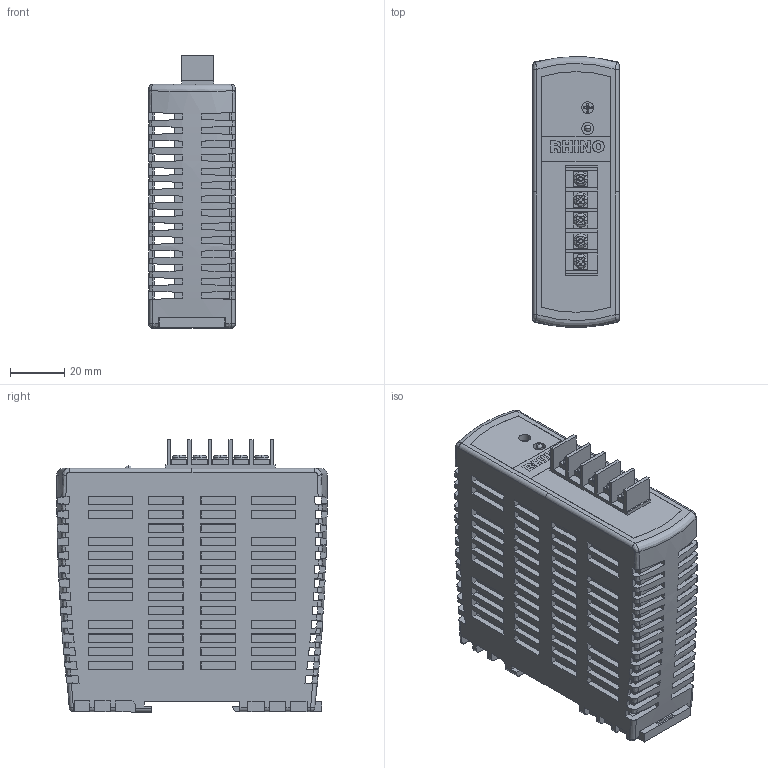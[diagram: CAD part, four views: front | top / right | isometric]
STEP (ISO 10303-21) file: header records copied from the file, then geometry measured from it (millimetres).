
FILE_DESCRIPTION (( 'STEP AP203' ), '1' );
FILE_NAME ('PSB12-030-P.STEP', '2011-10-11T14:04:33', ( '.adc' ), ( '' ), 'SwSTEP 2.0', 'SolidWorks 2011', '' );
FILE_SCHEMA (( 'CONFIG_CONTROL_DESIGN' ));
Length unit declared in the file: inch
Products named in the file (1): PSB12-030-P
Bounding box: 32 x 100.09 x 100.84 mm (x, y, z)
Volume: 191584.7 mm3; surface area: 60378.6 mm2
Topology: 1 solids, 1 shells, 1228 faces, 3824 edges, 2538 vertices
Faces by surface type: plane 965, bspline 167, cylinder 55, cone 25, torus 10, sphere 6
Entity records: 46379 total; most frequent: CARTESIAN_POINT 14272, ORIENTED_EDGE 7648, DIRECTION 5160, EDGE_CURVE 3824, VECTOR 2608, LINE 2608, VERTEX_POINT 2538, EDGE_LOOP 1380
